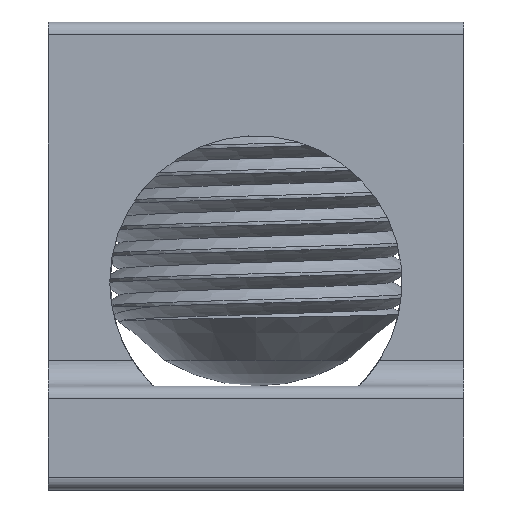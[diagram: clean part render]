
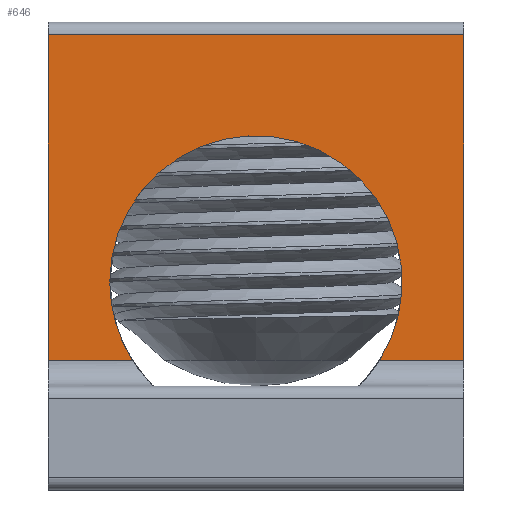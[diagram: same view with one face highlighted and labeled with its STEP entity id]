
A CAD part, front view. The second image highlights one B-rep face of the part: STEP entity #646.
In plain terms, the highlighted planar face has unit normal (0, -1, 0).
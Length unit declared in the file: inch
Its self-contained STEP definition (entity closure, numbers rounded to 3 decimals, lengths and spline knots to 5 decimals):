
#60=LINE('',#1123,#101);
#63=LINE('',#1132,#104);
#64=LINE('',#1138,#105);
#80=LINE('',#1185,#121);
#81=LINE('',#1186,#122);
#101=VECTOR('',#823,0.3937);
#104=VECTOR('',#832,0.3937);
#105=VECTOR('',#837,0.3937);
#121=VECTOR('',#889,0.3937);
#122=VECTOR('',#890,0.3937);
#143=PLANE('',#744);
#192=FACE_OUTER_BOUND('',#244,.T.);
#244=EDGE_LOOP('',(#521,#522,#523,#524,#525,#526));
#274=CIRCLE('',#717,0.3515);
#304=VERTEX_POINT('',#1084);
#306=VERTEX_POINT('',#1096);
#312=VERTEX_POINT('',#1122);
#315=VERTEX_POINT('',#1130);
#316=VERTEX_POINT('',#1134);
#318=VERTEX_POINT('',#1137);
#367=EDGE_CURVE('',#306,#304,#274,.T.);
#375=EDGE_CURVE('',#312,#306,#60,.T.);
#380=EDGE_CURVE('',#304,#315,#63,.T.);
#382=EDGE_CURVE('',#316,#318,#64,.T.);
#407=EDGE_CURVE('',#318,#315,#80,.T.);
#408=EDGE_CURVE('',#312,#316,#81,.T.);
#521=ORIENTED_EDGE('',*,*,#367,.T.);
#522=ORIENTED_EDGE('',*,*,#380,.T.);
#523=ORIENTED_EDGE('',*,*,#407,.F.);
#524=ORIENTED_EDGE('',*,*,#382,.F.);
#525=ORIENTED_EDGE('',*,*,#408,.F.);
#526=ORIENTED_EDGE('',*,*,#375,.T.);
#646=ADVANCED_FACE('',(#192),#143,.T.);
#717=AXIS2_PLACEMENT_3D('',#1097,#808,#809);
#744=AXIS2_PLACEMENT_3D('',#1184,#887,#888);
#808=DIRECTION('center_axis',(0.,1.,0.));
#809=DIRECTION('ref_axis',(-1.,0.,0.));
#823=DIRECTION('',(1.,0.,0.));
#832=DIRECTION('',(1.,0.,0.));
#837=DIRECTION('',(1.,0.,0.));
#887=DIRECTION('center_axis',(0.,-1.,0.));
#888=DIRECTION('ref_axis',(0.,0.,-1.));
#889=DIRECTION('',(0.,0.,-1.));
#890=DIRECTION('',(0.,0.,1.));
#1084=CARTESIAN_POINT('',(0.797,1.,0.312));
#1096=CARTESIAN_POINT('',(0.203,1.,0.312));
#1097=CARTESIAN_POINT('Origin',(0.5,1.,0.5));
#1122=CARTESIAN_POINT('',(0.,1.,0.312));
#1123=CARTESIAN_POINT('',(0.,1.,0.312));
#1130=CARTESIAN_POINT('',(1.,1.,0.312));
#1132=CARTESIAN_POINT('',(0.,1.,0.312));
#1134=CARTESIAN_POINT('',(0.,1.,1.094));
#1137=CARTESIAN_POINT('',(1.,1.,1.094));
#1138=CARTESIAN_POINT('',(0.,1.,1.094));
#1184=CARTESIAN_POINT('Origin',(0.,1.,1.094));
#1185=CARTESIAN_POINT('',(1.,1.,0.312));
#1186=CARTESIAN_POINT('',(0.,1.,0.312));
